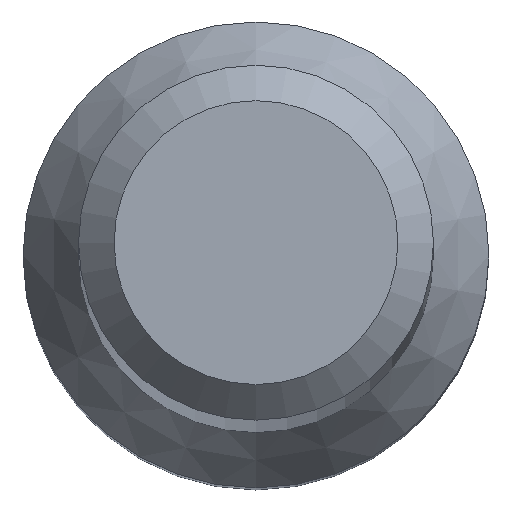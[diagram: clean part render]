
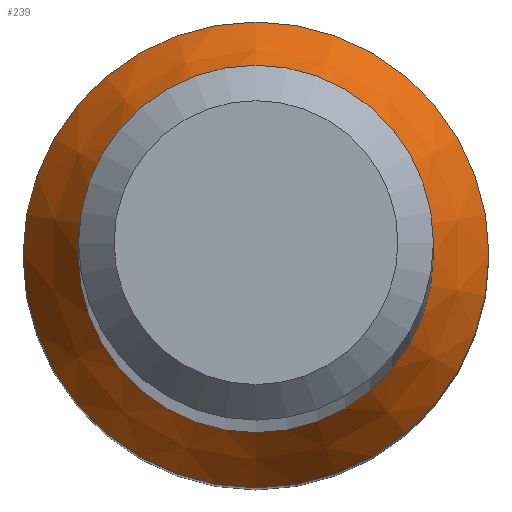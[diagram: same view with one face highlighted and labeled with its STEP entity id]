
A CAD part, top view. The second image highlights one B-rep face of the part: STEP entity #239.
In plain terms, the highlighted conical face has half-angle 30 degrees and reference radius 1.969 mm.
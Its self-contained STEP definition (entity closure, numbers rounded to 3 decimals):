
#12 = CARTESIAN_POINT ( 'NONE',  ( 0., 0., 10.27 ) ) ;
#15 = AXIS2_PLACEMENT_3D ( 'NONE', #178, #175, #62 ) ;
#19 = EDGE_LOOP ( 'NONE', ( #152 ) ) ;
#34 = FACE_OUTER_BOUND ( 'NONE', #19, .T. ) ;
#39 = CIRCLE ( 'NONE', #15, 1.5 ) ;
#50 = VERTEX_POINT ( 'NONE', #71 ) ;
#52 = EDGE_CURVE ( 'NONE', #50, #50, #94, .T. ) ;
#59 = EDGE_CURVE ( 'NONE', #143, #143, #39, .T. ) ;
#62 = DIRECTION ( 'NONE',  ( 0., 1., 0. ) ) ;
#68 = DIRECTION ( 'NONE',  ( 0., 0., -1. ) ) ;
#71 = CARTESIAN_POINT ( 'NONE',  ( 0., 1.969, 10.27 ) ) ;
#82 = DIRECTION ( 'NONE',  ( 0., 0., -1. ) ) ;
#94 = CIRCLE ( 'NONE', #216, 1.969 ) ;
#118 = AXIS2_PLACEMENT_3D ( 'NONE', #12, #68, #238 ) ;
#121 = DIRECTION ( 'NONE',  ( 0., 1., 0. ) ) ;
#134 = EDGE_LOOP ( 'NONE', ( #213 ) ) ;
#136 = CONICAL_SURFACE ( 'NONE', #118, 1.969, 0.524 ) ;
#143 = VERTEX_POINT ( 'NONE', #236 ) ;
#152 = ORIENTED_EDGE ( 'NONE', *, *, #52, .F. ) ;
#175 = DIRECTION ( 'NONE',  ( 0., 0., -1. ) ) ;
#178 = CARTESIAN_POINT ( 'NONE',  ( 0., 0., 11.083 ) ) ;
#213 = ORIENTED_EDGE ( 'NONE', *, *, #59, .T. ) ;
#216 = AXIS2_PLACEMENT_3D ( 'NONE', #229, #82, #121 ) ;
#229 = CARTESIAN_POINT ( 'NONE',  ( 0., 0., 10.27 ) ) ;
#236 = CARTESIAN_POINT ( 'NONE',  ( 0., 1.5, 11.083 ) ) ;
#238 = DIRECTION ( 'NONE',  ( 0., 1., 0. ) ) ;
#239 = ADVANCED_FACE ( 'NONE', ( #240, #34 ), #136, .T. ) ;
#240 = FACE_BOUND ( 'NONE', #134, .T. ) ;
